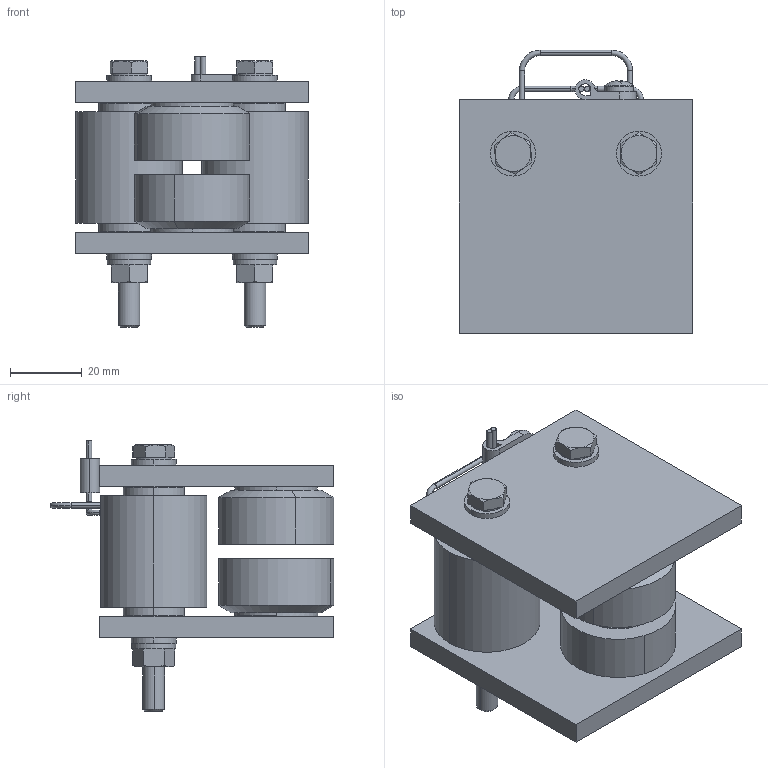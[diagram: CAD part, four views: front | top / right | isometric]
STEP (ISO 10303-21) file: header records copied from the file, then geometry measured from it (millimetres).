
FILE_DESCRIPTION (( 'STEP AP203' ), '1' );
FILE_NAME ('GDN-15(Web—p).STEP', '2025-12-15T08:05:45', ( '' ), ( '' ), 'SwSTEP 2.0', 'SolidWorks 2024', '' );
FILE_SCHEMA (( 'CONFIG_CONTROL_DESIGN' ));
Length unit declared in the file: millimetre
Products named in the file (1): GDN-15(Web用)
Bounding box: 65 x 78.75 x 75.15 mm (x, y, z)
Volume: 123608.1 mm3; surface area: 34651.4 mm2
Topology: 1 solids, 1 shells, 332 faces, 821 edges, 507 vertices
Faces by surface type: plane 143, cylinder 124, cone 49, torus 14, sphere 2
Entity records: 10267 total; most frequent: CARTESIAN_POINT 2090, DIRECTION 1817, ORIENTED_EDGE 1638, EDGE_CURVE 819, AXIS2_PLACEMENT_3D 733, VERTEX_POINT 507, CIRCLE 400, EDGE_LOOP 374
